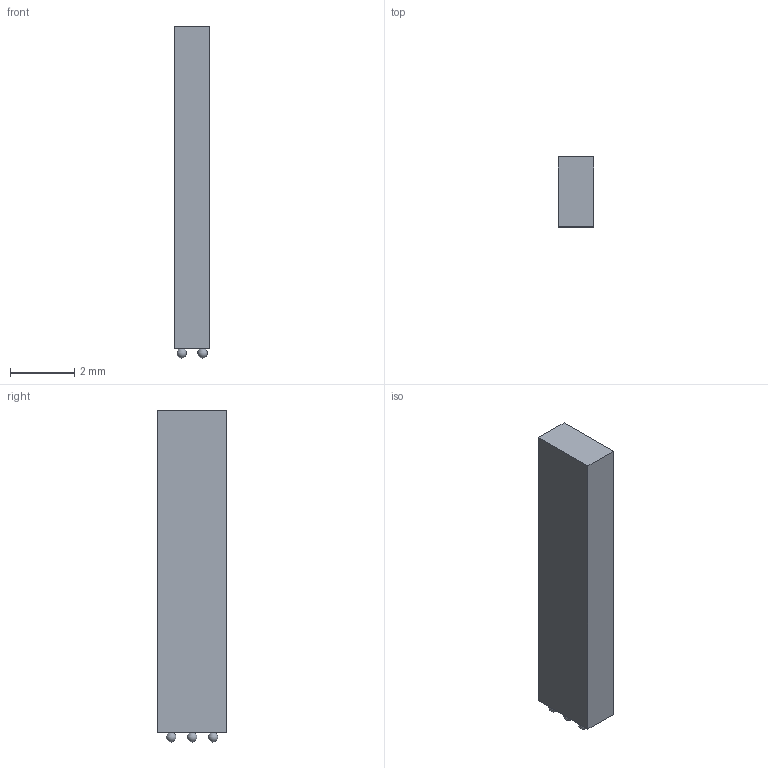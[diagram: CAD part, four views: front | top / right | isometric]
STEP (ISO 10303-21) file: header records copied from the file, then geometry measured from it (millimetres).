
FILE_DESCRIPTION(('FreeCAD Model'),'2;1');
FILE_NAME('414104.3.1.stp','2020-07-08T07:17:44',( 'Author'),(''),'Open CASCADE STEP processor 6.9','FreeCAD','Unknown' );
FILE_SCHEMA(('AUTOMOTIVE_DESIGN { 1 0 10303 214 1 1 1 1 }'));
Length unit declared in the file: millimetre
Products named in the file (3): ASSEMBLY; Array; Body
Assembly tree (2 placements, depth 2):
  ASSEMBLY
    Array
    Body
Bounding box: 1.11 x 2.16 x 10.3 mm (x, y, z)
Volume: 24.1 mm3; surface area: 71.9 mm2
Topology: 7 solids, 7 shells, 12 faces, 30 edges, 20 vertices
Faces by surface type: sphere 6, plane 6
Entity records: 497 total; most frequent: DIRECTION 66, CARTESIAN_POINT 65, LINE 36, VECTOR 36, ORIENTED_EDGE 24, PCURVE 24, DEFINITIONAL_REPRESENTATION 24, AXIS2_PLACEMENT_3D 15
